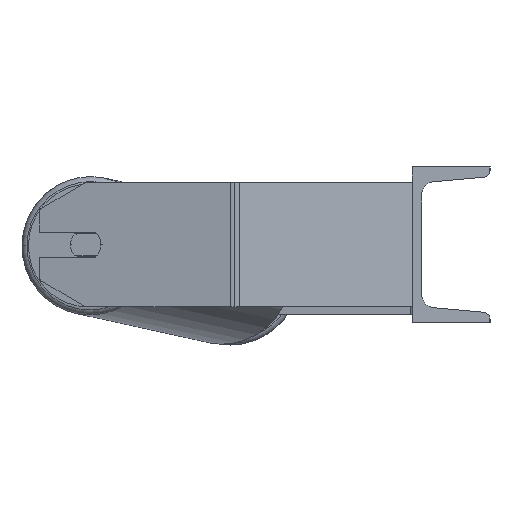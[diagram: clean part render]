
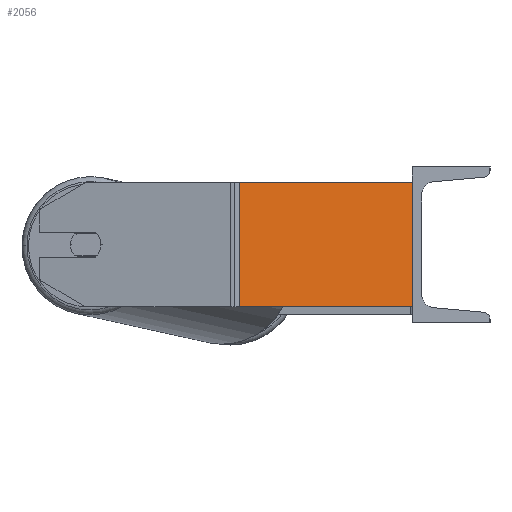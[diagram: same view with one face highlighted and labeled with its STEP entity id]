
A CAD part, left-side view. The second image highlights one B-rep face of the part: STEP entity #2056.
In plain terms, the highlighted planar face has unit normal (-0.985, -0.174, 0).
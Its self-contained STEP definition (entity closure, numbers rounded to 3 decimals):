
#178 = LINE ( 'NONE', #322, #4232 ) ;
#245 = DIRECTION ( 'NONE',  ( 0., 0., -1. ) ) ;
#322 = CARTESIAN_POINT ( 'NONE',  ( -805.122, 114.118, 40. ) ) ;
#605 = EDGE_CURVE ( 'NONE', #4635, #2565, #178, .T. ) ;
#852 = AXIS2_PLACEMENT_3D ( 'NONE', #1492, #7263, #4322 ) ;
#1089 = LINE ( 'NONE', #6036, #8235 ) ;
#1292 = VERTEX_POINT ( 'NONE', #1464 ) ;
#1362 = LINE ( 'NONE', #1832, #8382 ) ;
#1464 = CARTESIAN_POINT ( 'NONE',  ( -804.632, 111.339, -40. ) ) ;
#1492 = CARTESIAN_POINT ( 'NONE',  ( -805.122, 114.118, 40. ) ) ;
#1832 = CARTESIAN_POINT ( 'NONE',  ( -805.122, 114.118, -40. ) ) ;
#1903 = EDGE_CURVE ( 'NONE', #1292, #4830, #1362, .T. ) ;
#1907 = EDGE_CURVE ( 'NONE', #2565, #4830, #1089, .T. ) ;
#2056 = ADVANCED_FACE ( 'NONE', ( #5030 ), #3587, .F. ) ;
#2110 = ORIENTED_EDGE ( 'NONE', *, *, #605, .F. ) ;
#2241 = EDGE_CURVE ( 'NONE', #4635, #1292, #7370, .T. ) ;
#2565 = VERTEX_POINT ( 'NONE', #5364 ) ;
#3587 = PLANE ( 'NONE',  #852 ) ;
#3712 = ORIENTED_EDGE ( 'NONE', *, *, #2241, .T. ) ;
#3972 = CARTESIAN_POINT ( 'NONE',  ( -785., 0., -40. ) ) ;
#4232 = VECTOR ( 'NONE', #8596, 1000. ) ;
#4322 = DIRECTION ( 'NONE',  ( -0.174, 0.985, 0. ) ) ;
#4617 = DIRECTION ( 'NONE',  ( 0., 0., -1. ) ) ;
#4635 = VERTEX_POINT ( 'NONE', #7984 ) ;
#4830 = VERTEX_POINT ( 'NONE', #3972 ) ;
#5030 = FACE_OUTER_BOUND ( 'NONE', #5597, .T. ) ;
#5364 = CARTESIAN_POINT ( 'NONE',  ( -785., 0., 40. ) ) ;
#5597 = EDGE_LOOP ( 'NONE', ( #7846, #6292, #2110, #3712 ) ) ;
#6009 = CARTESIAN_POINT ( 'NONE',  ( -804.632, 111.339, 40. ) ) ;
#6036 = CARTESIAN_POINT ( 'NONE',  ( -785., 0., 40. ) ) ;
#6292 = ORIENTED_EDGE ( 'NONE', *, *, #1907, .F. ) ;
#7263 = DIRECTION ( 'NONE',  ( 0.985, 0.174, 0. ) ) ;
#7370 = LINE ( 'NONE', #6009, #8966 ) ;
#7846 = ORIENTED_EDGE ( 'NONE', *, *, #1903, .T. ) ;
#7984 = CARTESIAN_POINT ( 'NONE',  ( -804.632, 111.339, 40. ) ) ;
#8235 = VECTOR ( 'NONE', #4617, 1000. ) ;
#8382 = VECTOR ( 'NONE', #8856, 1000. ) ;
#8596 = DIRECTION ( 'NONE',  ( 0.174, -0.985, 0. ) ) ;
#8856 = DIRECTION ( 'NONE',  ( 0.174, -0.985, 0. ) ) ;
#8966 = VECTOR ( 'NONE', #245, 1000. ) ;
